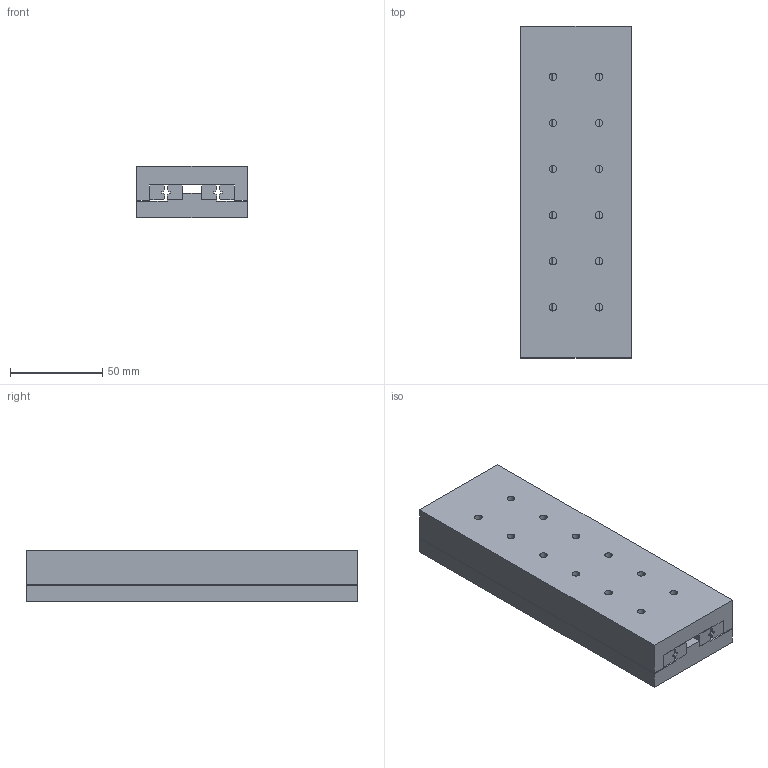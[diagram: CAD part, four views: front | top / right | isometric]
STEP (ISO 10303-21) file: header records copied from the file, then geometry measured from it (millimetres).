
FILE_DESCRIPTION((''),'2;1');
FILE_NAME('XAS23-7-4.stp','2003-10-04T12:51:29',('Raul'),(''),'Autodesk Inventor (tm) 5.3','Autodesk Inventor (tm) 5.3','');
FILE_SCHEMA(('CONFIG_CONTROL_DESIGN'));
Length unit declared in the file: inch
Products named in the file (7): XAS23-7-4; XAS23-7-4 TOP-PLATE; XAS23-7-4 BOTTOM-PLATE; XAS23-7-4 RAIL-A; XAS23-7-4 RAIL-B; XAS23-7-4 RAIL-C-; XAS23-7-4 RAIL-D-
Assembly tree (6 placements, depth 2):
  XAS23-7-4
    XAS23-7-4 TOP-PLATE
    XAS23-7-4 BOTTOM-PLATE
    XAS23-7-4 RAIL-A
    XAS23-7-4 RAIL-B
    XAS23-7-4 RAIL-C-
    XAS23-7-4 RAIL-D-
Bounding box: 59.99 x 180.09 x 27.94 mm (x, y, z)
Volume: 278162.9 mm3; surface area: 86920.2 mm2
Topology: 6 solids, 6 shells, 146 faces, 384 edges, 256 vertices
Faces by surface type: plane 92, bspline 54
Entity records: 6113 total; most frequent: CARTESIAN_POINT 1633, ORIENTED_EDGE 768, DIRECTION 690, EDGE_CURVE 384, VECTOR 288, LINE 288, VERTEX_POINT 256, AXIS2_PLACEMENT_3D 201
